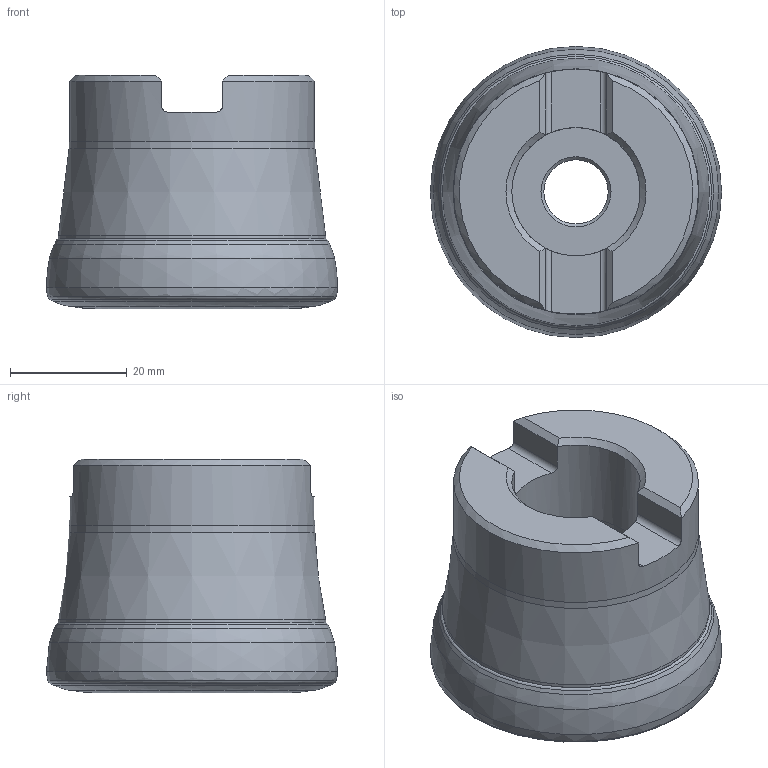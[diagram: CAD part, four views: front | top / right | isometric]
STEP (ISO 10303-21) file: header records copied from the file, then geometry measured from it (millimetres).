
FILE_DESCRIPTION(/* description */ (''),/* implementation_level */ '2;1');
FILE_NAME(/* name */ '50A04R_SMOZD12_C_115009916ndi000_00_SIM.stp',/* time_stamp */ '2019-12-20T12:23:42+01:00',/* author */ (''),/* organization */ (''),/* preprocessor_version */ 'ST-DEVELOPER v16.7',/* originating_system */ 'SIEMENS PLM Software NX 12.0',/* authorisation */ '');
FILE_SCHEMA (('AUTOMOTIVE_DESIGN { 1 0 10303 214 3 1 1 1 }'));
Length unit declared in the file: millimetre
Products named in the file (1): hc72072C52DCsro0
Bounding box: 49.9 x 49.9 x 40 mm (x, y, z)
Volume: 60277.8 mm3; surface area: 15214.9 mm2
Topology: 2 solids, 2 shells, 72 faces, 164 edges, 96 vertices
Faces by surface type: revolution 28, plane 16, cone 10, cylinder 10, torus 8
Full cylindrical faces by diameter (mm): 11 x1, 18 x1, 22 x1, 23 x1, 42 x1, 45.907 x1
Entity records: 1989 total; most frequent: CARTESIAN_POINT 615, DIRECTION 260, ORIENTED_EDGE 206, EDGE_LOOP 124, FACE_BOUND 104, AXIS2_PLACEMENT_3D 104, EDGE_CURVE 103, VERTEX_POINT 83
